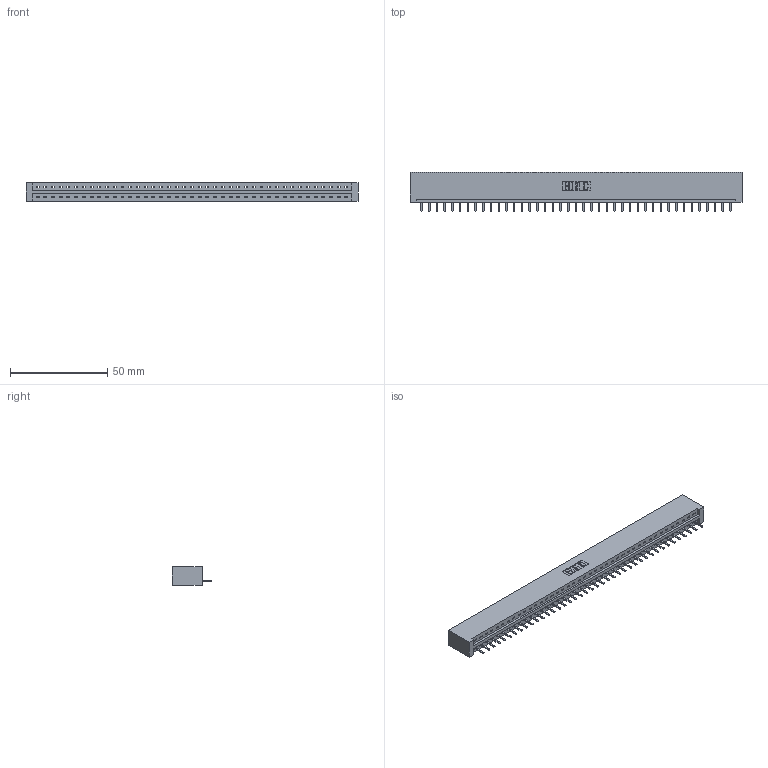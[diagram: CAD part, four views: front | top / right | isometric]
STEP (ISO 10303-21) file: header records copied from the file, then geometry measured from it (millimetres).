
FILE_DESCRIPTION (( 'STEP AP203' ), '1' );
FILE_NAME ('387-041-520-101.STEP', '2019-10-04T19:17:04', ( '' ), ( '' ), 'SwSTEP 2.0', 'SolidWorks 2016', '' );
FILE_SCHEMA (( 'CONFIG_CONTROL_DESIGN' ));
Length unit declared in the file: inch
Products named in the file (3): 337 Part_No Mounting Lugs; 387-041-520-101; 345-292-001_345-293-120
Assembly tree (42 placements, depth 2):
  387-041-520-101
    337 Part_No Mounting Lugs
    345-292-001_345-293-120  x41
Bounding box: 170.33 x 20.02 x 9.4 mm (x, y, z)
Volume: 18311.5 mm3; surface area: 18473.5 mm2
Topology: 42 solids, 42 shells, 2812 faces, 8323 edges, 5438 vertices
Faces by surface type: plane 2034, cylinder 778
Entity records: 30443 total; most frequent: CARTESIAN_POINT 5321, ORIENTED_EDGE 5286, DIRECTION 4461, EDGE_CURVE 2643, LINE 2519, VECTOR 2519, VERTEX_POINT 1758, AXIS2_PLACEMENT_3D 971
